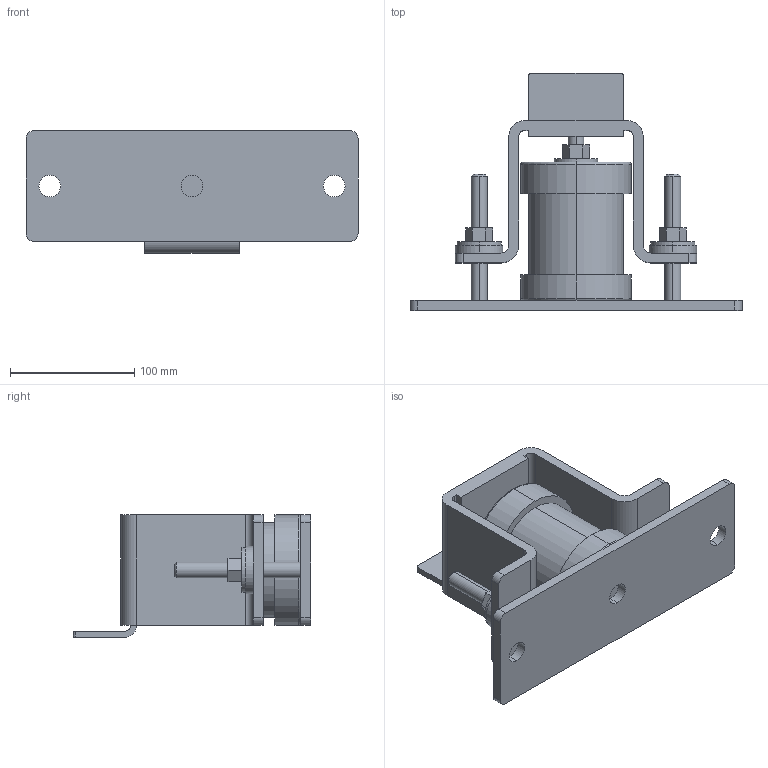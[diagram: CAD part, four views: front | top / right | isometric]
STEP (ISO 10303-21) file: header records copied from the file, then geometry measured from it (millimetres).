
FILE_DESCRIPTION (( 'STEP AP203' ), '1' );
FILE_NAME ('SMSR-BA Rev M.STEP', '2024-12-04T19:00:29', ( '' ), ( '' ), 'SwSTEP 2.0', 'SolidWorks 2016', '' );
FILE_SCHEMA (( 'CONFIG_CONTROL_DESIGN' ));
Length unit declared in the file: inch
Products named in the file (1): SMSR-BA Rev M
Bounding box: 266.7 x 190.5 x 98.42 mm (x, y, z)
Volume: 1143066.8 mm3; surface area: 182248.1 mm2
Topology: 1 solids, 1 shells, 121 faces, 303 edges, 198 vertices
Faces by surface type: plane 61, cylinder 52, cone 4, torus 4
Entity records: 3762 total; most frequent: DIRECTION 665, CARTESIAN_POINT 653, ORIENTED_EDGE 606, EDGE_CURVE 303, AXIS2_PLACEMENT_3D 242, VERTEX_POINT 198, LINE 181, VECTOR 181
